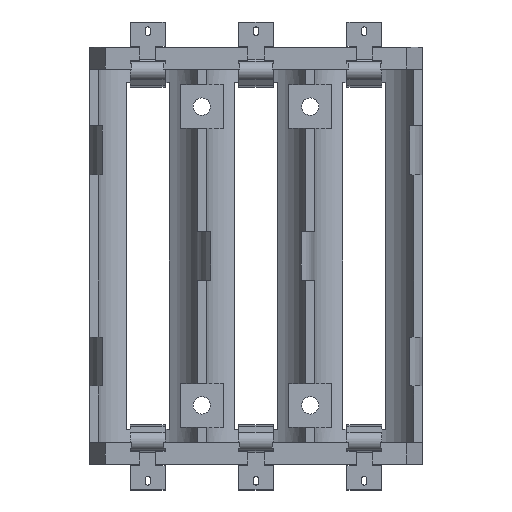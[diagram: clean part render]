
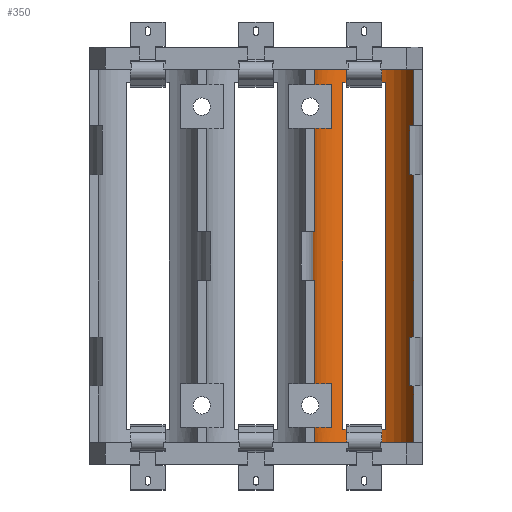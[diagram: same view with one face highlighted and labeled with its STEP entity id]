
A CAD part, top view. The second image highlights one B-rep face of the part: STEP entity #350.
In plain terms, the highlighted cylindrical face has radius 9.5 mm (diameter 19 mm), a partial arc.
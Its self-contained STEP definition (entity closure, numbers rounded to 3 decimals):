
#350=ADVANCED_FACE('',(#1013,#1015),#1017,.F.);
#1013=FACE_BOUND('',#1014,.T.);
#1014=EDGE_LOOP('',(#3090,#3091,#3092,#3093,#3094,#3095,#3096,#3097,#3098,#3099,
#3100,#3101,#3102,#3103,#3104,#3105,#3106,#3107,#3108,#3109,#3110,#3111,#3112,#3113));
#1015=FACE_BOUND('',#1016,.T.);
#1016=EDGE_LOOP('',(#3114,#3115,#3116,#3117,#3118,#3119));
#1017=CYLINDRICAL_SURFACE('',#1018,9.5);
#1018=AXIS2_PLACEMENT_3D('',#1019,#1020,#1021);
#1019=CARTESIAN_POINT('',(20.,34.5,9.5));
#1020=DIRECTION('',(0.,-1.,0.));
#1021=DIRECTION('',(-1.,0.,0.));
#3090=ORIENTED_EDGE('',*,*,#4700,.T.);
#3091=ORIENTED_EDGE('',*,*,#4701,.T.);
#3092=ORIENTED_EDGE('',*,*,#4702,.T.);
#3093=ORIENTED_EDGE('',*,*,#4691,.T.);
#3094=ORIENTED_EDGE('',*,*,#4703,.T.);
#3095=ORIENTED_EDGE('',*,*,#4704,.T.);
#3096=ORIENTED_EDGE('',*,*,#4705,.T.);
#3097=ORIENTED_EDGE('',*,*,#4681,.T.);
#3098=ORIENTED_EDGE('',*,*,#4706,.T.);
#3099=ORIENTED_EDGE('',*,*,#4707,.T.);
#3100=ORIENTED_EDGE('',*,*,#4708,.T.);
#3101=ORIENTED_EDGE('',*,*,#4679,.T.);
#3102=ORIENTED_EDGE('',*,*,#4709,.T.);
#3103=ORIENTED_EDGE('',*,*,#4710,.T.);
#3104=ORIENTED_EDGE('',*,*,#4711,.T.);
#3105=ORIENTED_EDGE('',*,*,#4712,.F.);
#3106=ORIENTED_EDGE('',*,*,#4713,.T.);
#3107=ORIENTED_EDGE('',*,*,#4714,.T.);
#3108=ORIENTED_EDGE('',*,*,#4715,.T.);
#3109=ORIENTED_EDGE('',*,*,#4716,.F.);
#3110=ORIENTED_EDGE('',*,*,#4717,.T.);
#3111=ORIENTED_EDGE('',*,*,#4718,.T.);
#3112=ORIENTED_EDGE('',*,*,#4719,.F.);
#3113=ORIENTED_EDGE('',*,*,#4685,.T.);
#3114=ORIENTED_EDGE('',*,*,#4720,.T.);
#3115=ORIENTED_EDGE('',*,*,#4721,.T.);
#3116=ORIENTED_EDGE('',*,*,#4722,.T.);
#3117=ORIENTED_EDGE('',*,*,#4723,.T.);
#3118=ORIENTED_EDGE('',*,*,#4724,.T.);
#3119=ORIENTED_EDGE('',*,*,#4725,.T.);
#4679=EDGE_CURVE('',#5609,#5614,#5616,.T.);
#4681=EDGE_CURVE('',#5620,#5618,#5621,.T.);
#4685=EDGE_CURVE('',#5628,#5626,#5629,.T.);
#4691=EDGE_CURVE('',#5633,#5638,#5640,.T.);
#4700=EDGE_CURVE('',#5626,#5657,#5658,.T.);
#4701=EDGE_CURVE('',#5657,#5659,#5660,.T.);
#4702=EDGE_CURVE('',#5659,#5633,#5661,.F.);
#4703=EDGE_CURVE('',#5638,#5662,#5663,.F.);
#4704=EDGE_CURVE('',#5662,#5664,#5665,.T.);
#4705=EDGE_CURVE('',#5664,#5620,#5666,.T.);
#4706=EDGE_CURVE('',#5618,#5667,#5668,.T.);
#4707=EDGE_CURVE('',#5667,#5669,#5670,.T.);
#4708=EDGE_CURVE('',#5669,#5609,#5671,.F.);
#4709=EDGE_CURVE('',#5614,#5672,#5673,.T.);
#4710=EDGE_CURVE('',#5672,#5674,#5675,.F.);
#4711=EDGE_CURVE('',#5674,#5676,#5677,.T.);
#4712=EDGE_CURVE('',#5678,#5676,#5679,.T.);
#4713=EDGE_CURVE('',#5678,#5680,#5681,.F.);
#4714=EDGE_CURVE('',#5680,#5682,#5683,.F.);
#4715=EDGE_CURVE('',#5682,#5684,#5685,.T.);
#4716=EDGE_CURVE('',#5686,#5684,#5687,.T.);
#4717=EDGE_CURVE('',#5686,#5688,#5689,.F.);
#4718=EDGE_CURVE('',#5688,#5690,#5691,.F.);
#4719=EDGE_CURVE('',#5628,#5690,#5692,.T.);
#4720=EDGE_CURVE('',#5693,#5694,#5695,.T.);
#4721=EDGE_CURVE('',#5694,#5696,#5697,.T.);
#4722=EDGE_CURVE('',#5696,#5698,#5699,.T.);
#4723=EDGE_CURVE('',#5698,#5700,#5701,.F.);
#4724=EDGE_CURVE('',#5700,#5702,#5703,.F.);
#4725=EDGE_CURVE('',#5702,#5693,#5704,.F.);
#5609=VERTEX_POINT('',#7295);
#5614=VERTEX_POINT('',#7304);
#5616=LINE('',#7308,#7309);
#5618=VERTEX_POINT('',#7312);
#5620=VERTEX_POINT('',#7316);
#5621=LINE('',#7317,#7318);
#5626=VERTEX_POINT('',#7328);
#5628=VERTEX_POINT('',#7332);
#5629=LINE('',#7333,#7334);
#5633=VERTEX_POINT('',#7343);
#5638=VERTEX_POINT('',#7352);
#5640=LINE('',#7356,#7357);
#5657=VERTEX_POINT('',#7391);
#5658=CIRCLE('',#7392,9.5);
#5659=VERTEX_POINT('',#7396);
#5660=LINE('',#7397,#7398);
#5661=CIRCLE('',#7400,9.5);
#5662=VERTEX_POINT('',#7404);
#5663=CIRCLE('',#7405,9.5);
#5664=VERTEX_POINT('',#7409);
#5665=LINE('',#7410,#7411);
#5666=CIRCLE('',#7413,9.5);
#5667=VERTEX_POINT('',#7417);
#5668=CIRCLE('',#7418,9.5);
#5669=VERTEX_POINT('',#7422);
#5670=LINE('',#7423,#7424);
#5671=CIRCLE('',#7426,9.5);
#5672=VERTEX_POINT('',#7430);
#5673=CIRCLE('',#7431,9.5);
#5674=VERTEX_POINT('',#7435);
#5675=LINE('',#7436,#7437);
#5676=VERTEX_POINT('',#7439);
#5677=CIRCLE('',#7440,9.5);
#5678=VERTEX_POINT('',#7444);
#5679=LINE('',#7445,#7446);
#5680=VERTEX_POINT('',#7448);
#5681=CIRCLE('',#7449,9.5);
#5682=VERTEX_POINT('',#7453);
#5683=LINE('',#7454,#7455);
#5684=VERTEX_POINT('',#7457);
#5685=CIRCLE('',#7458,9.5);
#5686=VERTEX_POINT('',#7462);
#5687=LINE('',#7463,#7464);
#5688=VERTEX_POINT('',#7466);
#5689=CIRCLE('',#7467,9.5);
#5690=VERTEX_POINT('',#7471);
#5691=LINE('',#7472,#7473);
#5692=CIRCLE('',#7475,9.5);
#5693=VERTEX_POINT('',#7479);
#5694=VERTEX_POINT('',#7480);
#5695=CIRCLE('',#7481,9.5);
#5696=VERTEX_POINT('',#7485);
#5697=CIRCLE('',#7486,9.5);
#5698=VERTEX_POINT('',#7490);
#5699=LINE('',#7491,#7492);
#5700=VERTEX_POINT('',#7494);
#5701=CIRCLE('',#7495,9.5);
#5702=VERTEX_POINT('',#7499);
#5703=CIRCLE('',#7500,9.5);
#5704=LINE('',#7504,#7505);
#7295=CARTESIAN_POINT('',(10.835,-31.6,7.));
#7304=CARTESIAN_POINT('',(10.835,-34.5,7.));
#7308=CARTESIAN_POINT('',(10.835,-31.6,7.));
#7309=VECTOR('',#7310,1.);
#7310=DIRECTION('',(0.,-1.,0.));
#7312=CARTESIAN_POINT('',(10.835,-23.6,7.));
#7316=CARTESIAN_POINT('',(10.835,-4.5,7.));
#7317=CARTESIAN_POINT('',(10.835,-4.5,7.));
#7318=VECTOR('',#7319,1.);
#7319=DIRECTION('',(0.,-1.,0.));
#7328=CARTESIAN_POINT('',(10.835,31.6,7.));
#7332=CARTESIAN_POINT('',(10.835,34.5,7.));
#7333=CARTESIAN_POINT('',(10.835,34.5,7.));
#7334=VECTOR('',#7335,1.);
#7335=DIRECTION('',(0.,-1.,0.));
#7343=CARTESIAN_POINT('',(10.835,23.6,7.));
#7352=CARTESIAN_POINT('',(10.835,4.5,7.));
#7356=CARTESIAN_POINT('',(10.835,23.6,7.));
#7357=VECTOR('',#7358,1.);
#7358=DIRECTION('',(0.,-1.,0.));
#7391=CARTESIAN_POINT('',(14.,31.6,2.135));
#7392=AXIS2_PLACEMENT_3D('',#7393,#7394,#7395);
#7393=CARTESIAN_POINT('',(20.,31.6,9.5));
#7394=DIRECTION('',(0.,-1.,0.));
#7395=DIRECTION('',(-0.965,0.,-0.263));
#7396=CARTESIAN_POINT('',(14.,23.6,2.135));
#7397=CARTESIAN_POINT('',(14.,31.6,2.135));
#7398=VECTOR('',#7399,1.);
#7399=DIRECTION('',(0.,-1.,0.));
#7400=AXIS2_PLACEMENT_3D('',#7401,#7402,#7403);
#7401=CARTESIAN_POINT('',(20.,23.6,9.5));
#7402=DIRECTION('',(0.,-1.,0.));
#7403=DIRECTION('',(-0.965,0.,-0.263));
#7404=CARTESIAN_POINT('',(10.5,4.5,9.5));
#7405=AXIS2_PLACEMENT_3D('',#7406,#7407,#7408);
#7406=CARTESIAN_POINT('',(20.,4.5,9.5));
#7407=DIRECTION('',(0.,-1.,0.));
#7408=DIRECTION('',(-1.,0.,0.));
#7409=CARTESIAN_POINT('',(10.5,-4.5,9.5));
#7410=CARTESIAN_POINT('',(10.5,4.5,9.5));
#7411=VECTOR('',#7412,1.);
#7412=DIRECTION('',(0.,-1.,0.));
#7413=AXIS2_PLACEMENT_3D('',#7414,#7415,#7416);
#7414=CARTESIAN_POINT('',(20.,-4.5,9.5));
#7415=DIRECTION('',(0.,-1.,0.));
#7416=DIRECTION('',(-1.,0.,0.));
#7417=CARTESIAN_POINT('',(14.,-23.6,2.135));
#7418=AXIS2_PLACEMENT_3D('',#7419,#7420,#7421);
#7419=CARTESIAN_POINT('',(20.,-23.6,9.5));
#7420=DIRECTION('',(0.,-1.,0.));
#7421=DIRECTION('',(-0.965,0.,-0.263));
#7422=CARTESIAN_POINT('',(14.,-31.6,2.135));
#7423=CARTESIAN_POINT('',(14.,-23.6,2.135));
#7424=VECTOR('',#7425,1.);
#7425=DIRECTION('',(0.,-1.,0.));
#7426=AXIS2_PLACEMENT_3D('',#7427,#7428,#7429);
#7427=CARTESIAN_POINT('',(20.,-31.6,9.5));
#7428=DIRECTION('',(0.,-1.,0.));
#7429=DIRECTION('',(-0.965,0.,-0.263));
#7430=CARTESIAN_POINT('',(29.165,-34.5,7.));
#7431=AXIS2_PLACEMENT_3D('',#7432,#7433,#7434);
#7432=CARTESIAN_POINT('',(20.,-34.5,9.5));
#7433=DIRECTION('',(0.,-1.,0.));
#7434=DIRECTION('',(-0.965,0.,-0.263));
#7435=CARTESIAN_POINT('',(29.165,-24.,7.));
#7436=CARTESIAN_POINT('',(29.165,-24.,7.));
#7437=VECTOR('',#7438,1.);
#7438=DIRECTION('',(0.,-1.,0.));
#7439=CARTESIAN_POINT('',(28.367,-24.,14.));
#7440=AXIS2_PLACEMENT_3D('',#7441,#7442,#7443);
#7441=CARTESIAN_POINT('',(20.,-24.,9.5));
#7442=DIRECTION('',(0.,-1.,0.));
#7443=DIRECTION('',(0.965,0.,-0.263));
#7444=CARTESIAN_POINT('',(28.367,-15.,14.));
#7445=CARTESIAN_POINT('',(28.367,-15.,14.));
#7446=VECTOR('',#7447,1.);
#7447=DIRECTION('',(0.,-1.,0.));
#7448=CARTESIAN_POINT('',(29.165,-15.,7.));
#7449=AXIS2_PLACEMENT_3D('',#7450,#7451,#7452);
#7450=CARTESIAN_POINT('',(20.,-15.,9.5));
#7451=DIRECTION('',(0.,-1.,0.));
#7452=DIRECTION('',(0.965,0.,-0.263));
#7453=CARTESIAN_POINT('',(29.165,15.,7.));
#7454=CARTESIAN_POINT('',(29.165,15.,7.));
#7455=VECTOR('',#7456,1.);
#7456=DIRECTION('',(0.,-1.,0.));
#7457=CARTESIAN_POINT('',(28.367,15.,14.));
#7458=AXIS2_PLACEMENT_3D('',#7459,#7460,#7461);
#7459=CARTESIAN_POINT('',(20.,15.,9.5));
#7460=DIRECTION('',(0.,-1.,0.));
#7461=DIRECTION('',(0.965,0.,-0.263));
#7462=CARTESIAN_POINT('',(28.367,24.,14.));
#7463=CARTESIAN_POINT('',(28.367,24.,14.));
#7464=VECTOR('',#7465,1.);
#7465=DIRECTION('',(0.,-1.,0.));
#7466=CARTESIAN_POINT('',(29.165,24.,7.));
#7467=AXIS2_PLACEMENT_3D('',#7468,#7469,#7470);
#7468=CARTESIAN_POINT('',(20.,24.,9.5));
#7469=DIRECTION('',(0.,-1.,0.));
#7470=DIRECTION('',(0.965,0.,-0.263));
#7471=CARTESIAN_POINT('',(29.165,34.5,7.));
#7472=CARTESIAN_POINT('',(29.165,34.5,7.));
#7473=VECTOR('',#7474,1.);
#7474=DIRECTION('',(0.,-1.,0.));
#7475=AXIS2_PLACEMENT_3D('',#7476,#7477,#7478);
#7476=CARTESIAN_POINT('',(20.,34.5,9.5));
#7477=DIRECTION('',(0.,-1.,0.));
#7478=DIRECTION('',(-0.965,0.,-0.263));
#7479=CARTESIAN_POINT('',(16.,32.,0.883));
#7480=CARTESIAN_POINT('',(20.,32.,0.));
#7481=AXIS2_PLACEMENT_3D('',#7482,#7483,#7484);
#7482=CARTESIAN_POINT('',(20.,32.,9.5));
#7483=DIRECTION('',(0.,-1.,0.));
#7484=DIRECTION('',(-0.421,0.,-0.907));
#7485=CARTESIAN_POINT('',(24.,32.,0.883));
#7486=AXIS2_PLACEMENT_3D('',#7487,#7488,#7489);
#7487=CARTESIAN_POINT('',(20.,32.,9.5));
#7488=DIRECTION('',(0.,-1.,0.));
#7489=DIRECTION('',(0.,0.,-1.));
#7490=CARTESIAN_POINT('',(24.,-32.,0.883));
#7491=CARTESIAN_POINT('',(24.,32.,0.883));
#7492=VECTOR('',#7493,1.);
#7493=DIRECTION('',(0.,-1.,0.));
#7494=CARTESIAN_POINT('',(20.,-32.,0.));
#7495=AXIS2_PLACEMENT_3D('',#7496,#7497,#7498);
#7496=CARTESIAN_POINT('',(20.,-32.,9.5));
#7497=DIRECTION('',(0.,-1.,0.));
#7498=DIRECTION('',(0.,0.,-1.));
#7499=CARTESIAN_POINT('',(16.,-32.,0.883));
#7500=AXIS2_PLACEMENT_3D('',#7501,#7502,#7503);
#7501=CARTESIAN_POINT('',(20.,-32.,9.5));
#7502=DIRECTION('',(0.,-1.,0.));
#7503=DIRECTION('',(-0.421,0.,-0.907));
#7504=CARTESIAN_POINT('',(16.,32.,0.883));
#7505=VECTOR('',#7506,1.);
#7506=DIRECTION('',(0.,-1.,0.));
